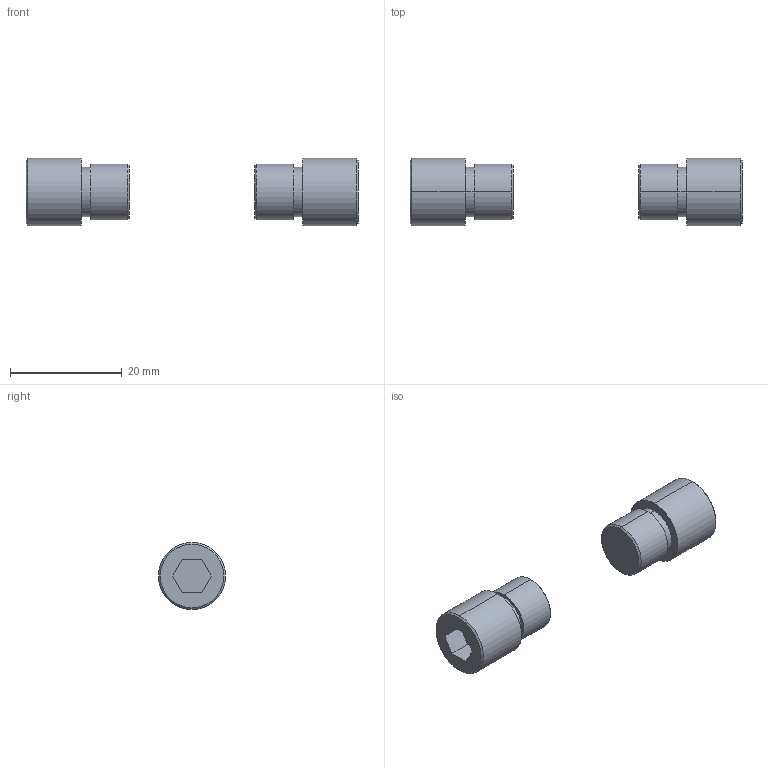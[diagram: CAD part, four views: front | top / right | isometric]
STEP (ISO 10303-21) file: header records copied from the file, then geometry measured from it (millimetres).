
FILE_DESCRIPTION (( 'STEP AP214' ), '1' );
FILE_NAME ('C75T40.STEP', '2018-06-18T07:26:56', ( 'SONIC' ), ( 'UNITCOM PC' ), 'SwSTEP 2.0', 'SolidWorks 2015', '' );
FILE_SCHEMA (( 'AUTOMOTIVE_DESIGN' ));
Length unit declared in the file: millimetre
Products named in the file (1): C75T40
Bounding box: 59.4 x 12 x 12 mm (x, y, z)
Volume: 3278 mm3; surface area: 1939.5 mm2
Topology: 2 solids, 2 shells, 42 faces, 88 edges, 56 vertices
Faces by surface type: plane 22, cylinder 12, cone 8
Entity records: 1163 total; most frequent: DIRECTION 206, CARTESIAN_POINT 187, ORIENTED_EDGE 176, EDGE_CURVE 88, AXIS2_PLACEMENT_3D 75, VERTEX_POINT 56, VECTOR 56, LINE 56
